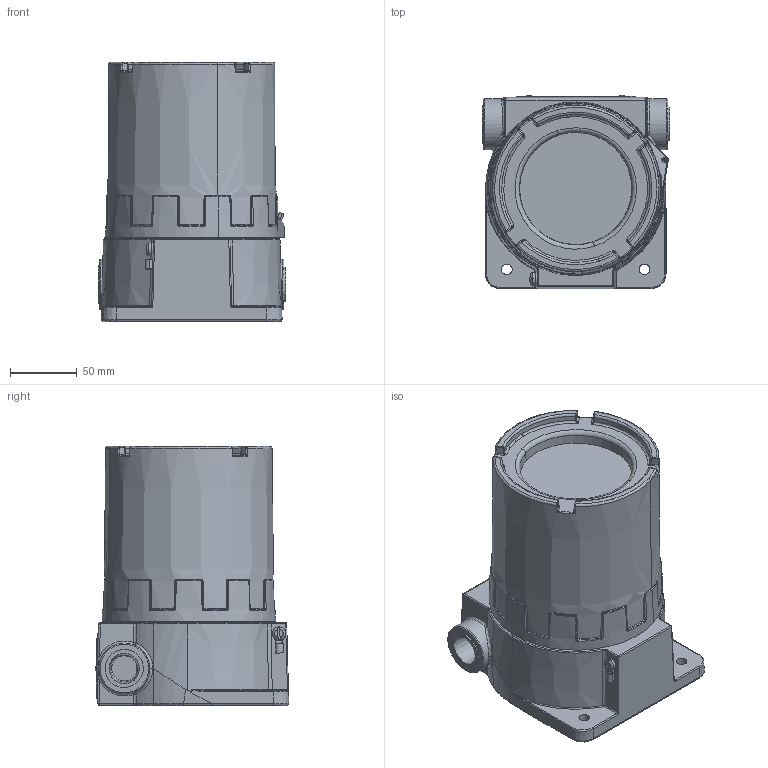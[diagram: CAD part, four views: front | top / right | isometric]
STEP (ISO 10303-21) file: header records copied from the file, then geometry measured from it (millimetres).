
FILE_DESCRIPTION (( 'STEP AP203' ), '1' );
FILE_NAME ('C2-BS.STEP', '2022-12-06T12:10:24', ( '' ), ( '' ), 'SwSTEP 2.0', 'SolidWorks 2021', '' );
FILE_SCHEMA (( 'CONFIG_CONTROL_DESIGN' ));
Length unit declared in the file: inch
Products named in the file (5): 201532; C2-BS; 201109; 92196A535_92196A535; 4638K515_4638K515
Assembly tree (5 placements, depth 2):
  C2-BS
    201109
    201532
    92196A535_92196A535  x2
    4638K515_4638K515
Bounding box: 140.18 x 145.02 x 194.12 mm (x, y, z)
Volume: 1093272.4 mm3; surface area: 301408.3 mm2
Topology: 20 solids, 20 shells, 1424 faces, 3389 edges, 1983 vertices
Faces by surface type: bspline 451, plane 449, cone 212, cylinder 179, torus 118, sphere 15
Full cylindrical faces by diameter (mm): 1.702 x2, 3.68 x2, 5.105 x2, 6.756 x2, 7.938 x2, 10.16 x2, 23.012 x1, 26.975 x2, 38.1 x2, 114.104 x1
Entity records: 57341 total; most frequent: CARTESIAN_POINT 32542, ORIENTED_EDGE 5614, DIRECTION 4232, EDGE_CURVE 2807, AXIS2_PLACEMENT_3D 1802, VERTEX_POINT 1692, EDGE_LOOP 1321, FACE_OUTER_BOUND 1245
